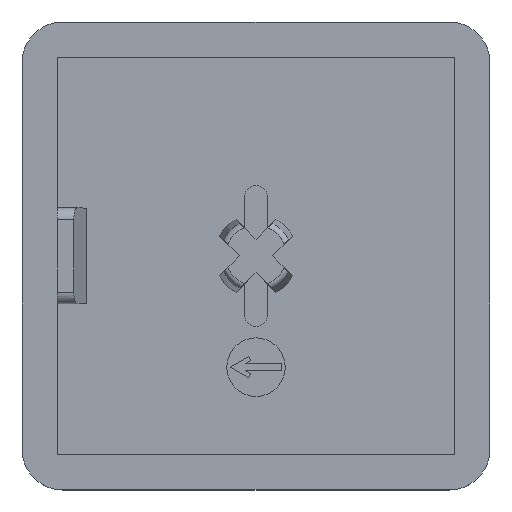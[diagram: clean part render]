
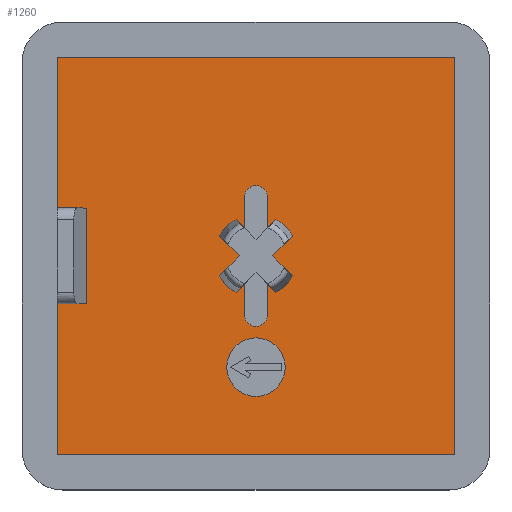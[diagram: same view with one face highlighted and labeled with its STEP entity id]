
A CAD part, top view. The second image highlights one B-rep face of the part: STEP entity #1260.
In plain terms, the highlighted planar face has unit normal (0, 0, 1).
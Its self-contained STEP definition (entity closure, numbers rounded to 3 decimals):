
#45=FACE_BOUND('',#168,.T.);
#46=FACE_BOUND('',#169,.T.);
#49=PLANE('',#1358);
#94=FACE_OUTER_BOUND('',#167,.T.);
#167=EDGE_LOOP('',(#864,#865,#866,#867,#868,#869,#870,#871));
#168=EDGE_LOOP('',(#872,#873,#874,#875,#876,#877,#878,#879,#880,#881,#882,
#883,#884,#885,#886,#887,#888,#889));
#169=EDGE_LOOP('',(#890));
#244=LINE('',#1841,#373);
#245=LINE('',#1843,#374);
#246=LINE('',#1845,#375);
#247=LINE('',#1847,#376);
#248=LINE('',#1849,#377);
#249=LINE('',#1851,#378);
#250=LINE('',#1853,#379);
#251=LINE('',#1854,#380);
#252=LINE('',#1857,#381);
#253=LINE('',#1859,#382);
#254=LINE('',#1863,#383);
#255=LINE('',#1865,#384);
#256=LINE('',#1869,#385);
#257=LINE('',#1871,#386);
#258=LINE('',#1875,#387);
#259=LINE('',#1877,#388);
#260=LINE('',#1881,#389);
#261=LINE('',#1883,#390);
#262=LINE('',#1887,#391);
#263=LINE('',#1889,#392);
#373=VECTOR('',#1481,1000.);
#374=VECTOR('',#1482,1000.);
#375=VECTOR('',#1483,1000.);
#376=VECTOR('',#1484,1000.);
#377=VECTOR('',#1485,1000.);
#378=VECTOR('',#1486,1000.);
#379=VECTOR('',#1487,1000.);
#380=VECTOR('',#1488,1000.);
#381=VECTOR('',#1489,1000.);
#382=VECTOR('',#1490,1000.);
#383=VECTOR('',#1493,1000.);
#384=VECTOR('',#1494,1000.);
#385=VECTOR('',#1497,1000.);
#386=VECTOR('',#1498,1000.);
#387=VECTOR('',#1501,1000.);
#388=VECTOR('',#1502,1000.);
#389=VECTOR('',#1505,1000.);
#390=VECTOR('',#1506,1000.);
#391=VECTOR('',#1509,1000.);
#392=VECTOR('',#1510,1000.);
#502=CIRCLE('',#1357,2.5);
#503=CIRCLE('',#1359,1.);
#504=CIRCLE('',#1360,3.55);
#505=CIRCLE('',#1361,3.55);
#506=CIRCLE('',#1362,1.);
#507=CIRCLE('',#1363,3.55);
#508=CIRCLE('',#1364,3.55);
#546=VERTEX_POINT('',#1835);
#547=VERTEX_POINT('',#1839);
#548=VERTEX_POINT('',#1840);
#549=VERTEX_POINT('',#1842);
#550=VERTEX_POINT('',#1844);
#551=VERTEX_POINT('',#1846);
#552=VERTEX_POINT('',#1848);
#553=VERTEX_POINT('',#1850);
#554=VERTEX_POINT('',#1852);
#555=VERTEX_POINT('',#1855);
#556=VERTEX_POINT('',#1856);
#557=VERTEX_POINT('',#1858);
#558=VERTEX_POINT('',#1860);
#559=VERTEX_POINT('',#1862);
#560=VERTEX_POINT('',#1864);
#561=VERTEX_POINT('',#1866);
#562=VERTEX_POINT('',#1868);
#563=VERTEX_POINT('',#1870);
#564=VERTEX_POINT('',#1872);
#565=VERTEX_POINT('',#1874);
#566=VERTEX_POINT('',#1876);
#567=VERTEX_POINT('',#1878);
#568=VERTEX_POINT('',#1880);
#569=VERTEX_POINT('',#1882);
#570=VERTEX_POINT('',#1884);
#571=VERTEX_POINT('',#1886);
#572=VERTEX_POINT('',#1888);
#671=EDGE_CURVE('',#546,#546,#502,.T.);
#672=EDGE_CURVE('',#547,#548,#244,.T.);
#673=EDGE_CURVE('',#549,#547,#245,.T.);
#674=EDGE_CURVE('',#549,#550,#246,.T.);
#675=EDGE_CURVE('',#550,#551,#247,.T.);
#676=EDGE_CURVE('',#551,#552,#248,.T.);
#677=EDGE_CURVE('',#552,#553,#249,.T.);
#678=EDGE_CURVE('',#553,#554,#250,.T.);
#679=EDGE_CURVE('',#548,#554,#251,.T.);
#680=EDGE_CURVE('',#555,#556,#252,.T.);
#681=EDGE_CURVE('',#557,#555,#253,.T.);
#682=EDGE_CURVE('',#558,#557,#503,.T.);
#683=EDGE_CURVE('',#559,#558,#254,.T.);
#684=EDGE_CURVE('',#560,#559,#255,.T.);
#685=EDGE_CURVE('',#561,#560,#504,.T.);
#686=EDGE_CURVE('',#562,#561,#256,.T.);
#687=EDGE_CURVE('',#563,#562,#257,.T.);
#688=EDGE_CURVE('',#564,#563,#505,.T.);
#689=EDGE_CURVE('',#565,#564,#258,.T.);
#690=EDGE_CURVE('',#566,#565,#259,.T.);
#691=EDGE_CURVE('',#567,#566,#506,.T.);
#692=EDGE_CURVE('',#568,#567,#260,.T.);
#693=EDGE_CURVE('',#569,#568,#261,.T.);
#694=EDGE_CURVE('',#570,#569,#507,.T.);
#695=EDGE_CURVE('',#571,#570,#262,.T.);
#696=EDGE_CURVE('',#572,#571,#263,.T.);
#697=EDGE_CURVE('',#556,#572,#508,.T.);
#864=ORIENTED_EDGE('',*,*,#672,.F.);
#865=ORIENTED_EDGE('',*,*,#673,.F.);
#866=ORIENTED_EDGE('',*,*,#674,.T.);
#867=ORIENTED_EDGE('',*,*,#675,.T.);
#868=ORIENTED_EDGE('',*,*,#676,.T.);
#869=ORIENTED_EDGE('',*,*,#677,.T.);
#870=ORIENTED_EDGE('',*,*,#678,.T.);
#871=ORIENTED_EDGE('',*,*,#679,.F.);
#872=ORIENTED_EDGE('',*,*,#680,.F.);
#873=ORIENTED_EDGE('',*,*,#681,.F.);
#874=ORIENTED_EDGE('',*,*,#682,.F.);
#875=ORIENTED_EDGE('',*,*,#683,.F.);
#876=ORIENTED_EDGE('',*,*,#684,.F.);
#877=ORIENTED_EDGE('',*,*,#685,.F.);
#878=ORIENTED_EDGE('',*,*,#686,.F.);
#879=ORIENTED_EDGE('',*,*,#687,.F.);
#880=ORIENTED_EDGE('',*,*,#688,.F.);
#881=ORIENTED_EDGE('',*,*,#689,.F.);
#882=ORIENTED_EDGE('',*,*,#690,.F.);
#883=ORIENTED_EDGE('',*,*,#691,.F.);
#884=ORIENTED_EDGE('',*,*,#692,.F.);
#885=ORIENTED_EDGE('',*,*,#693,.F.);
#886=ORIENTED_EDGE('',*,*,#694,.F.);
#887=ORIENTED_EDGE('',*,*,#695,.F.);
#888=ORIENTED_EDGE('',*,*,#696,.F.);
#889=ORIENTED_EDGE('',*,*,#697,.F.);
#890=ORIENTED_EDGE('',*,*,#671,.F.);
#1260=ADVANCED_FACE('',(#94,#45,#46),#49,.T.);
#1357=AXIS2_PLACEMENT_3D('',#1837,#1477,#1478);
#1358=AXIS2_PLACEMENT_3D('',#1838,#1479,#1480);
#1359=AXIS2_PLACEMENT_3D('',#1861,#1491,#1492);
#1360=AXIS2_PLACEMENT_3D('',#1867,#1495,#1496);
#1361=AXIS2_PLACEMENT_3D('',#1873,#1499,#1500);
#1362=AXIS2_PLACEMENT_3D('',#1879,#1503,#1504);
#1363=AXIS2_PLACEMENT_3D('',#1885,#1507,#1508);
#1364=AXIS2_PLACEMENT_3D('',#1890,#1511,#1512);
#1477=DIRECTION('center_axis',(0.,0.,1.));
#1478=DIRECTION('ref_axis',(1.,0.,0.));
#1479=DIRECTION('center_axis',(0.,0.,1.));
#1480=DIRECTION('ref_axis',(1.,0.,0.));
#1481=DIRECTION('',(0.,1.,0.));
#1482=DIRECTION('',(1.,0.,0.));
#1483=DIRECTION('',(0.,-1.,0.));
#1484=DIRECTION('',(1.,0.,0.));
#1485=DIRECTION('',(0.,1.,0.));
#1486=DIRECTION('',(-1.,0.,0.));
#1487=DIRECTION('',(0.,-1.,0.));
#1488=DIRECTION('',(-1.,0.,0.));
#1489=DIRECTION('',(0.707,-0.707,0.));
#1490=DIRECTION('',(0.,1.,0.));
#1491=DIRECTION('center_axis',(0.,0.,1.));
#1492=DIRECTION('ref_axis',(1.,0.,0.));
#1493=DIRECTION('',(0.,-1.,0.));
#1494=DIRECTION('',(0.707,0.707,0.));
#1495=DIRECTION('center_axis',(0.,0.,1.));
#1496=DIRECTION('ref_axis',(1.,0.,0.));
#1497=DIRECTION('',(-0.707,-0.707,0.));
#1498=DIRECTION('',(0.707,-0.707,0.));
#1499=DIRECTION('center_axis',(0.,0.,1.));
#1500=DIRECTION('ref_axis',(1.,0.,0.));
#1501=DIRECTION('',(-0.707,0.707,0.));
#1502=DIRECTION('',(0.,-1.,0.));
#1503=DIRECTION('center_axis',(0.,0.,1.));
#1504=DIRECTION('ref_axis',(1.,0.,0.));
#1505=DIRECTION('',(0.,1.,0.));
#1506=DIRECTION('',(-0.707,-0.707,0.));
#1507=DIRECTION('center_axis',(0.,0.,1.));
#1508=DIRECTION('ref_axis',(1.,0.,0.));
#1509=DIRECTION('',(0.707,0.707,0.));
#1510=DIRECTION('',(-0.707,0.707,0.));
#1511=DIRECTION('center_axis',(0.,0.,1.));
#1512=DIRECTION('ref_axis',(1.,0.,0.));
#1835=CARTESIAN_POINT('',(-2.5,-9.5,3.));
#1837=CARTESIAN_POINT('Origin',(0.,-9.5,3.));
#1838=CARTESIAN_POINT('Origin',(-17.,-17.,3.));
#1839=CARTESIAN_POINT('',(-14.5,-4.1,3.));
#1840=CARTESIAN_POINT('',(-14.5,4.1,3.));
#1841=CARTESIAN_POINT('',(-14.5,4.1,3.));
#1842=CARTESIAN_POINT('',(-17.,-4.1,3.));
#1843=CARTESIAN_POINT('',(-17.,-4.1,3.));
#1844=CARTESIAN_POINT('',(-17.,-17.,3.));
#1845=CARTESIAN_POINT('',(-17.,17.,3.));
#1846=CARTESIAN_POINT('',(17.,-17.,3.));
#1847=CARTESIAN_POINT('',(-17.,-17.,3.));
#1848=CARTESIAN_POINT('',(17.,17.,3.));
#1849=CARTESIAN_POINT('',(17.,17.,3.));
#1850=CARTESIAN_POINT('',(-17.,17.,3.));
#1851=CARTESIAN_POINT('',(-17.,17.,3.));
#1852=CARTESIAN_POINT('',(-17.,4.1,3.));
#1853=CARTESIAN_POINT('',(-17.,17.,3.));
#1854=CARTESIAN_POINT('',(-17.,4.1,3.));
#1855=CARTESIAN_POINT('',(1.,-2.414,3.));
#1856=CARTESIAN_POINT('',(1.701,-3.116,3.));
#1857=CARTESIAN_POINT('',(0.,-1.414,3.));
#1858=CARTESIAN_POINT('',(1.,-5.,3.));
#1859=CARTESIAN_POINT('',(1.,-5.,3.));
#1860=CARTESIAN_POINT('',(-1.,-5.,3.));
#1861=CARTESIAN_POINT('Origin',(0.,-5.,3.));
#1862=CARTESIAN_POINT('',(-1.,-2.414,3.));
#1863=CARTESIAN_POINT('',(-1.,-5.,3.));
#1864=CARTESIAN_POINT('',(-1.701,-3.116,3.));
#1865=CARTESIAN_POINT('',(0.,-1.414,3.));
#1866=CARTESIAN_POINT('',(-3.116,-1.701,3.));
#1867=CARTESIAN_POINT('Origin',(0.,0.,3.));
#1868=CARTESIAN_POINT('',(-1.414,0.,3.));
#1869=CARTESIAN_POINT('',(-1.414,0.,3.));
#1870=CARTESIAN_POINT('',(-3.116,1.701,3.));
#1871=CARTESIAN_POINT('',(-3.116,1.701,3.));
#1872=CARTESIAN_POINT('',(-1.701,3.116,3.));
#1873=CARTESIAN_POINT('Origin',(0.,0.,3.));
#1874=CARTESIAN_POINT('',(-1.,2.414,3.));
#1875=CARTESIAN_POINT('',(-1.701,3.116,3.));
#1876=CARTESIAN_POINT('',(-1.,5.,3.));
#1877=CARTESIAN_POINT('',(-1.,-5.,3.));
#1878=CARTESIAN_POINT('',(1.,5.,3.));
#1879=CARTESIAN_POINT('Origin',(0.,5.,3.));
#1880=CARTESIAN_POINT('',(1.,2.414,3.));
#1881=CARTESIAN_POINT('',(1.,-5.,3.));
#1882=CARTESIAN_POINT('',(1.701,3.116,3.));
#1883=CARTESIAN_POINT('',(1.701,3.116,3.));
#1884=CARTESIAN_POINT('',(3.116,1.701,3.));
#1885=CARTESIAN_POINT('Origin',(0.,0.,3.));
#1886=CARTESIAN_POINT('',(1.414,0.,3.));
#1887=CARTESIAN_POINT('',(3.116,1.701,3.));
#1888=CARTESIAN_POINT('',(3.116,-1.701,3.));
#1889=CARTESIAN_POINT('',(1.414,0.,3.));
#1890=CARTESIAN_POINT('Origin',(0.,0.,3.));
